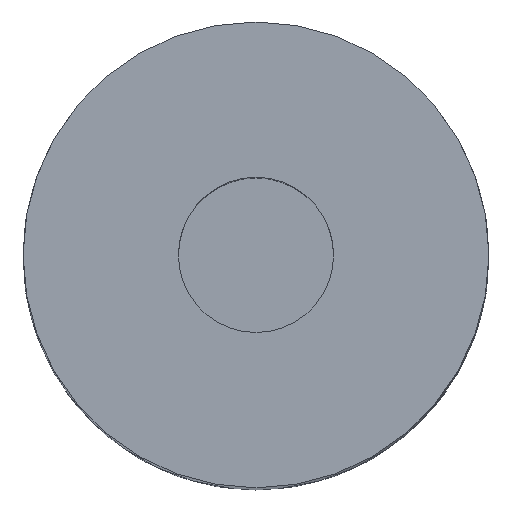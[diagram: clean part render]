
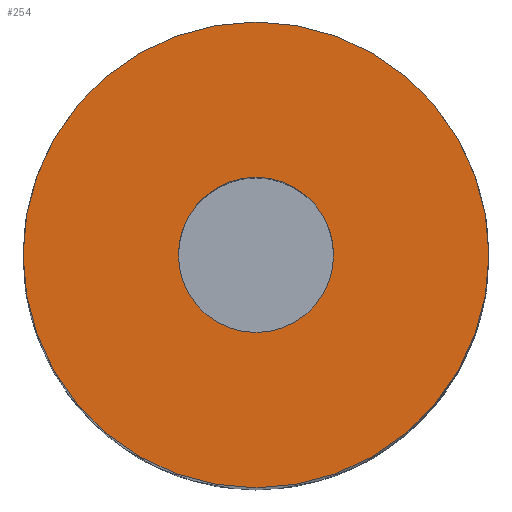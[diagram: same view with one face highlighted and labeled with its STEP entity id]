
A CAD part, top view. The second image highlights one B-rep face of the part: STEP entity #254.
In plain terms, the highlighted planar face has unit normal (0, 0, 1).
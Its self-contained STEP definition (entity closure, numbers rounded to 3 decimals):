
#9 = DIRECTION ( 'NONE',  ( -1., 0., 0. ) ) ;
#28 = CARTESIAN_POINT ( 'NONE',  ( 4., 0., 65. ) ) ;
#77 = CARTESIAN_POINT ( 'NONE',  ( 0., 0., 65. ) ) ;
#100 = ORIENTED_EDGE ( 'NONE', *, *, #532, .F. ) ;
#112 = AXIS2_PLACEMENT_3D ( 'NONE', #405, #501, #424 ) ;
#130 = VERTEX_POINT ( 'NONE', #306 ) ;
#139 = EDGE_CURVE ( 'NONE', #929, #876, #510, .T. ) ;
#165 = AXIS2_PLACEMENT_3D ( 'NONE', #884, #616, #534 ) ;
#166 = CIRCLE ( 'NONE', #882, 4. ) ;
#233 = DIRECTION ( 'NONE',  ( 0., 0., 1. ) ) ;
#250 = CARTESIAN_POINT ( 'NONE',  ( 12., 0., 65. ) ) ;
#254 = ADVANCED_FACE ( 'NONE', ( #518, #620 ), #297, .F. ) ;
#297 = PLANE ( 'NONE',  #711 ) ;
#306 = CARTESIAN_POINT ( 'NONE',  ( -4., 0., 65. ) ) ;
#308 = EDGE_CURVE ( 'NONE', #130, #807, #526, .T. ) ;
#369 = EDGE_LOOP ( 'NONE', ( #804, #634 ) ) ;
#375 = DIRECTION ( 'NONE',  ( 0., 0., 1. ) ) ;
#405 = CARTESIAN_POINT ( 'NONE',  ( 0., 0., 65. ) ) ;
#424 = DIRECTION ( 'NONE',  ( 1., 0., 0. ) ) ;
#432 = AXIS2_PLACEMENT_3D ( 'NONE', #77, #375, #671 ) ;
#501 = DIRECTION ( 'NONE',  ( 0., 0., 1. ) ) ;
#510 = CIRCLE ( 'NONE', #165, 12. ) ;
#518 = FACE_BOUND ( 'NONE', #859, .T. ) ;
#526 = CIRCLE ( 'NONE', #432, 4. ) ;
#531 = DIRECTION ( 'NONE',  ( 0., 0., -1. ) ) ;
#532 = EDGE_CURVE ( 'NONE', #807, #130, #166, .T. ) ;
#534 = DIRECTION ( 'NONE',  ( 1., 0., 0. ) ) ;
#538 = DIRECTION ( 'NONE',  ( 1., 0., 0. ) ) ;
#575 = EDGE_CURVE ( 'NONE', #876, #929, #652, .T. ) ;
#615 = CARTESIAN_POINT ( 'NONE',  ( 0., 0., 65. ) ) ;
#616 = DIRECTION ( 'NONE',  ( 0., 0., 1. ) ) ;
#620 = FACE_OUTER_BOUND ( 'NONE', #369, .T. ) ;
#634 = ORIENTED_EDGE ( 'NONE', *, *, #139, .T. ) ;
#639 = CARTESIAN_POINT ( 'NONE',  ( -12., 0., 65. ) ) ;
#652 = CIRCLE ( 'NONE', #112, 12. ) ;
#671 = DIRECTION ( 'NONE',  ( 1., 0., 0. ) ) ;
#711 = AXIS2_PLACEMENT_3D ( 'NONE', #743, #531, #9 ) ;
#743 = CARTESIAN_POINT ( 'NONE',  ( 12., 0., 65. ) ) ;
#804 = ORIENTED_EDGE ( 'NONE', *, *, #575, .T. ) ;
#807 = VERTEX_POINT ( 'NONE', #28 ) ;
#846 = ORIENTED_EDGE ( 'NONE', *, *, #308, .F. ) ;
#859 = EDGE_LOOP ( 'NONE', ( #100, #846 ) ) ;
#876 = VERTEX_POINT ( 'NONE', #250 ) ;
#882 = AXIS2_PLACEMENT_3D ( 'NONE', #615, #233, #538 ) ;
#884 = CARTESIAN_POINT ( 'NONE',  ( 0., 0., 65. ) ) ;
#929 = VERTEX_POINT ( 'NONE', #639 ) ;
